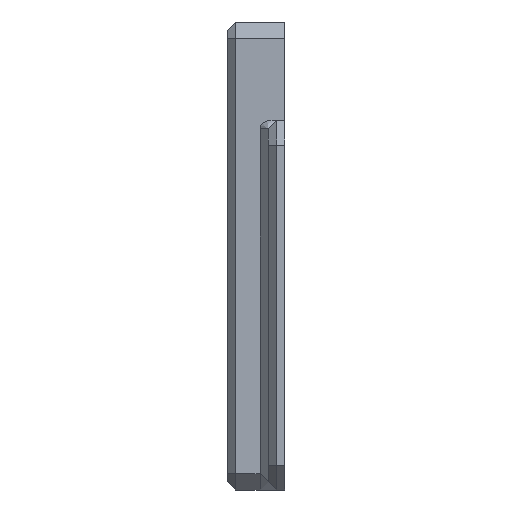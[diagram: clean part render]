
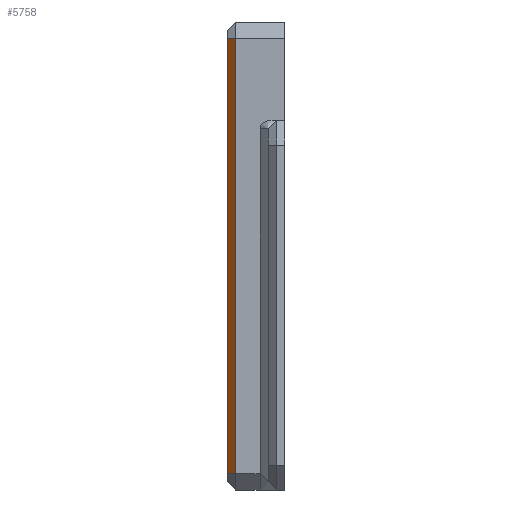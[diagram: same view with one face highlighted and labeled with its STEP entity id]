
A CAD part, left-side view. The second image highlights one B-rep face of the part: STEP entity #5758.
In plain terms, the highlighted planar face has unit normal (-0.707, 0.707, 0).
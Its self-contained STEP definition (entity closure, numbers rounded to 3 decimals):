
#579 = PLANE('',#580);
#580 = AXIS2_PLACEMENT_3D('',#581,#582,#583);
#581 = CARTESIAN_POINT('',(5.,0.,-8.));
#582 = DIRECTION('',(1.,0.,0.));
#583 = DIRECTION('',(0.,0.,1.));
#2258 = VERTEX_POINT('',#2259);
#2259 = CARTESIAN_POINT('',(5.,6.,-6.));
#2280 = EDGE_CURVE('',#2258,#2281,#2283,.T.);
#2281 = VERTEX_POINT('',#2282);
#2282 = CARTESIAN_POINT('',(5.,6.,47.));
#2283 = SURFACE_CURVE('',#2284,(#2288,#2295),.PCURVE_S1.);
#2284 = LINE('',#2285,#2286);
#2285 = CARTESIAN_POINT('',(5.,6.,-8.));
#2286 = VECTOR('',#2287,1.);
#2287 = DIRECTION('',(0.,0.,1.));
#2288 = PCURVE('',#579,#2289);
#2289 = DEFINITIONAL_REPRESENTATION('',(#2290),#2294);
#2290 = LINE('',#2291,#2292);
#2291 = CARTESIAN_POINT('',(0.,-6.));
#2292 = VECTOR('',#2293,1.);
#2293 = DIRECTION('',(1.,0.));
#2294 = ( GEOMETRIC_REPRESENTATION_CONTEXT(2) 
PARAMETRIC_REPRESENTATION_CONTEXT() REPRESENTATION_CONTEXT('2D SPACE',''
  ) );
#2295 = PCURVE('',#2296,#2301);
#2296 = PLANE('',#2297);
#2297 = AXIS2_PLACEMENT_3D('',#2298,#2299,#2300);
#2298 = CARTESIAN_POINT('',(5.5,6.5,-8.));
#2299 = DIRECTION('',(0.707,-0.707,0.));
#2300 = DIRECTION('',(-0.,-0.,-1.));
#2301 = DEFINITIONAL_REPRESENTATION('',(#2302),#2306);
#2302 = LINE('',#2303,#2304);
#2303 = CARTESIAN_POINT('',(-0.,-0.707));
#2304 = VECTOR('',#2305,1.);
#2305 = DIRECTION('',(-1.,0.));
#2306 = ( GEOMETRIC_REPRESENTATION_CONTEXT(2) 
PARAMETRIC_REPRESENTATION_CONTEXT() REPRESENTATION_CONTEXT('2D SPACE',''
  ) );
#2784 = PLANE('',#2785);
#2785 = AXIS2_PLACEMENT_3D('',#2786,#2787,#2788);
#2786 = CARTESIAN_POINT('',(6.,7.,47.));
#2787 = DIRECTION('',(0.577,-0.577,-0.577));
#2788 = DIRECTION('',(0.707,0.,0.707)
  );
#5061 = PLANE('',#5062);
#5062 = AXIS2_PLACEMENT_3D('',#5063,#5064,#5065);
#5063 = CARTESIAN_POINT('',(7.,7.,-7.));
#5064 = DIRECTION('',(0.577,-0.577,0.577));
#5065 = DIRECTION('',(-0.707,0.,0.707)
  );
#5175 = PLANE('',#5176);
#5176 = AXIS2_PLACEMENT_3D('',#5177,#5178,#5179);
#5177 = CARTESIAN_POINT('',(5.,7.,-8.));
#5178 = DIRECTION('',(0.,1.,0.));
#5179 = DIRECTION('',(0.,0.,1.));
#5758 = ADVANCED_FACE('',(#5759),#2296,.F.);
#5759 = FACE_BOUND('',#5760,.T.);
#5760 = EDGE_LOOP('',(#5761,#5784,#5785,#5808));
#5761 = ORIENTED_EDGE('',*,*,#5762,.T.);
#5762 = EDGE_CURVE('',#5763,#2258,#5765,.T.);
#5763 = VERTEX_POINT('',#5764);
#5764 = CARTESIAN_POINT('',(6.,7.,-6.));
#5765 = SURFACE_CURVE('',#5766,(#5770,#5777),.PCURVE_S1.);
#5766 = LINE('',#5767,#5768);
#5767 = CARTESIAN_POINT('',(6.,7.,-6.));
#5768 = VECTOR('',#5769,1.);
#5769 = DIRECTION('',(-0.707,-0.707,
    0.));
#5770 = PCURVE('',#2296,#5771);
#5771 = DEFINITIONAL_REPRESENTATION('',(#5772),#5776);
#5772 = LINE('',#5773,#5774);
#5773 = CARTESIAN_POINT('',(-2.,0.707));
#5774 = VECTOR('',#5775,1.);
#5775 = DIRECTION('',(0.,-1.));
#5776 = ( GEOMETRIC_REPRESENTATION_CONTEXT(2) 
PARAMETRIC_REPRESENTATION_CONTEXT() REPRESENTATION_CONTEXT('2D SPACE',''
  ) );
#5777 = PCURVE('',#5061,#5778);
#5778 = DEFINITIONAL_REPRESENTATION('',(#5779),#5783);
#5779 = LINE('',#5780,#5781);
#5780 = CARTESIAN_POINT('',(1.414,0.));
#5781 = VECTOR('',#5782,1.);
#5782 = DIRECTION('',(0.5,0.866));
#5783 = ( GEOMETRIC_REPRESENTATION_CONTEXT(2) 
PARAMETRIC_REPRESENTATION_CONTEXT() REPRESENTATION_CONTEXT('2D SPACE',''
  ) );
#5784 = ORIENTED_EDGE('',*,*,#2280,.T.);
#5785 = ORIENTED_EDGE('',*,*,#5786,.F.);
#5786 = EDGE_CURVE('',#5787,#2281,#5789,.T.);
#5787 = VERTEX_POINT('',#5788);
#5788 = CARTESIAN_POINT('',(6.,7.,47.));
#5789 = SURFACE_CURVE('',#5790,(#5794,#5801),.PCURVE_S1.);
#5790 = LINE('',#5791,#5792);
#5791 = CARTESIAN_POINT('',(5.75,6.75,47.));
#5792 = VECTOR('',#5793,1.);
#5793 = DIRECTION('',(-0.707,-0.707,
    0.));
#5794 = PCURVE('',#2296,#5795);
#5795 = DEFINITIONAL_REPRESENTATION('',(#5796),#5800);
#5796 = LINE('',#5797,#5798);
#5797 = CARTESIAN_POINT('',(-55.,0.354));
#5798 = VECTOR('',#5799,1.);
#5799 = DIRECTION('',(0.,-1.));
#5800 = ( GEOMETRIC_REPRESENTATION_CONTEXT(2) 
PARAMETRIC_REPRESENTATION_CONTEXT() REPRESENTATION_CONTEXT('2D SPACE',''
  ) );
#5801 = PCURVE('',#2784,#5802);
#5802 = DEFINITIONAL_REPRESENTATION('',(#5803),#5807);
#5803 = LINE('',#5804,#5805);
#5804 = CARTESIAN_POINT('',(-0.177,0.306));
#5805 = VECTOR('',#5806,1.);
#5806 = DIRECTION('',(-0.5,0.866));
#5807 = ( GEOMETRIC_REPRESENTATION_CONTEXT(2) 
PARAMETRIC_REPRESENTATION_CONTEXT() REPRESENTATION_CONTEXT('2D SPACE',''
  ) );
#5808 = ORIENTED_EDGE('',*,*,#5809,.F.);
#5809 = EDGE_CURVE('',#5763,#5787,#5810,.T.);
#5810 = SURFACE_CURVE('',#5811,(#5815,#5822),.PCURVE_S1.);
#5811 = LINE('',#5812,#5813);
#5812 = CARTESIAN_POINT('',(6.,7.,-8.));
#5813 = VECTOR('',#5814,1.);
#5814 = DIRECTION('',(0.,0.,1.));
#5815 = PCURVE('',#2296,#5816);
#5816 = DEFINITIONAL_REPRESENTATION('',(#5817),#5821);
#5817 = LINE('',#5818,#5819);
#5818 = CARTESIAN_POINT('',(-0.,0.707));
#5819 = VECTOR('',#5820,1.);
#5820 = DIRECTION('',(-1.,0.));
#5821 = ( GEOMETRIC_REPRESENTATION_CONTEXT(2) 
PARAMETRIC_REPRESENTATION_CONTEXT() REPRESENTATION_CONTEXT('2D SPACE',''
  ) );
#5822 = PCURVE('',#5175,#5823);
#5823 = DEFINITIONAL_REPRESENTATION('',(#5824),#5828);
#5824 = LINE('',#5825,#5826);
#5825 = CARTESIAN_POINT('',(0.,1.));
#5826 = VECTOR('',#5827,1.);
#5827 = DIRECTION('',(1.,0.));
#5828 = ( GEOMETRIC_REPRESENTATION_CONTEXT(2) 
PARAMETRIC_REPRESENTATION_CONTEXT() REPRESENTATION_CONTEXT('2D SPACE',''
  ) );
